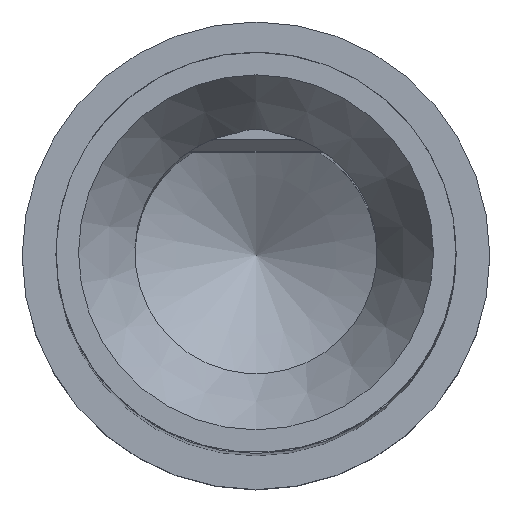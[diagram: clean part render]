
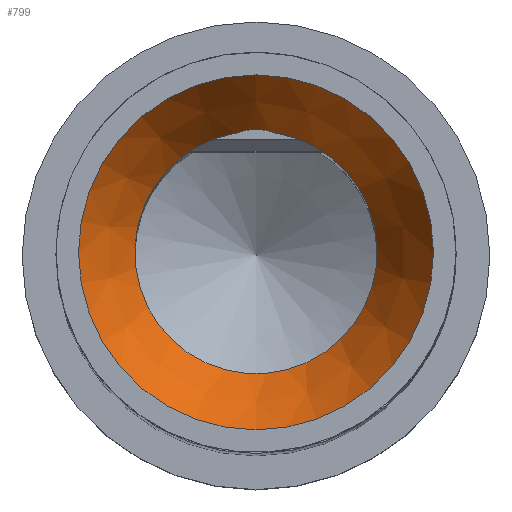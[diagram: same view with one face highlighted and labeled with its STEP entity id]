
A CAD part, top view. The second image highlights one B-rep face of the part: STEP entity #799.
In plain terms, the highlighted conical face has half-angle 30 degrees and reference radius 0.8 mm.
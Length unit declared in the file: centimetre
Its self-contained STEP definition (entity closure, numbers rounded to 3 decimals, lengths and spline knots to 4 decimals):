
#108=CONICAL_SURFACE('',#859,0.08,0.524);
#141=CIRCLE('',#860,0.08);
#142=CIRCLE('',#861,0.0546);
#304=VERTEX_POINT('',#1336);
#309=VERTEX_POINT('',#1347);
#310=VERTEX_POINT('',#1354);
#332=ELLIPSE('',#855,0.0493,0.0305);
#416=EDGE_CURVE('',#304,#309,#332,.T.);
#419=EDGE_CURVE('',#310,#310,#141,.T.);
#420=EDGE_CURVE('',#304,#309,#142,.T.);
#578=ORIENTED_EDGE('',*,*,#419,.F.);
#579=ORIENTED_EDGE('',*,*,#416,.T.);
#580=ORIENTED_EDGE('',*,*,#420,.F.);
#669=EDGE_LOOP('',(#578));
#670=EDGE_LOOP('',(#579,#580));
#734=FACE_BOUND('',#669,.T.);
#735=FACE_BOUND('',#670,.T.);
#799=ADVANCED_FACE('',(#734,#735),#108,.F.);
#855=AXIS2_PLACEMENT_3D('',#1348,#1000,#1001);
#859=AXIS2_PLACEMENT_3D('',#1352,#1007,#1008);
#860=AXIS2_PLACEMENT_3D('',#1353,#1009,#1010);
#861=AXIS2_PLACEMENT_3D('',#1355,#1011,#1012);
#1000=DIRECTION('',(0.,0.68,-0.733));
#1001=DIRECTION('',(0.,-0.036,-0.034));
#1007=DIRECTION('',(0.,0.,1.));
#1008=DIRECTION('',(0.,0.08,0.));
#1009=DIRECTION('',(0.,0.,-1.));
#1010=DIRECTION('',(0.,0.08,0.));
#1011=DIRECTION('',(0.,0.,1.));
#1012=DIRECTION('',(0.,0.055,0.));
#1336=CARTESIAN_POINT('',(-0.009,0.0539,0.0068));
#1347=CARTESIAN_POINT('',(0.009,0.0539,0.0068));
#1348=CARTESIAN_POINT('',(0.,0.0194,-0.0252));
#1352=CARTESIAN_POINT('',(0.,0.,0.0508));
#1353=CARTESIAN_POINT('',(0.,0.,0.0508));
#1354=CARTESIAN_POINT('',(0.,0.08,0.0508));
#1355=CARTESIAN_POINT('',(0.,0.,0.0068));
